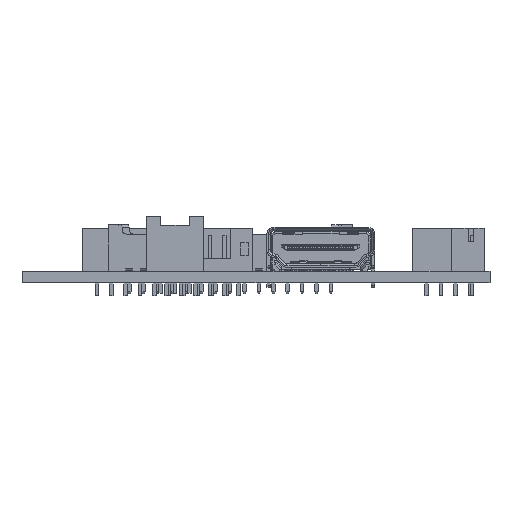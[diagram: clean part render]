
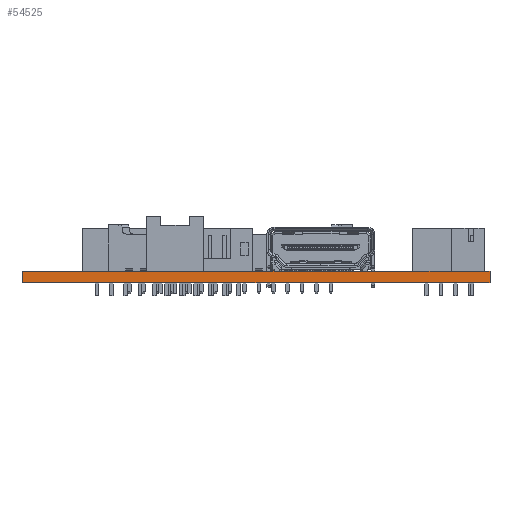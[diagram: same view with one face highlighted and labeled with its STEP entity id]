
A CAD part, front view. The second image highlights one B-rep face of the part: STEP entity #54525.
In plain terms, the highlighted planar face has unit normal (0, -1, 0).
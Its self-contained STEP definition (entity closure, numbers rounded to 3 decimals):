
#4280=FACE_OUTER_BOUND('',#7309,.T.);
#7309=EDGE_LOOP('',(#48837,#48838,#48839,#48840,#48841,#48842,#48843,#48844,
#48845,#48846,#48847,#48848,#48849,#48850,#48851,#48852,#48853,#48854,#48855,
#48856));
#7477=LINE('',#71941,#14362);
#7530=LINE('',#72090,#14415);
#11075=LINE('',#82613,#17960);
#11079=LINE('',#82628,#17964);
#11080=LINE('',#82629,#17965);
#14257=LINE('',#91072,#21142);
#14259=LINE('',#91079,#21144);
#14262=LINE('',#91089,#21147);
#14264=LINE('',#91095,#21149);
#14275=LINE('',#91116,#21160);
#14277=LINE('',#91119,#21162);
#14278=LINE('',#91121,#21163);
#14279=LINE('',#91123,#21164);
#14280=LINE('',#91124,#21165);
#14281=LINE('',#91126,#21166);
#14282=LINE('',#91128,#21167);
#14283=LINE('',#91129,#21168);
#14284=LINE('',#91131,#21169);
#14285=LINE('',#91133,#21170);
#14286=LINE('',#91134,#21171);
#14362=VECTOR('',#58144,10.);
#14415=VECTOR('',#58259,10.);
#17960=VECTOR('',#65828,10.);
#17964=VECTOR('',#65840,10.);
#17965=VECTOR('',#65841,10.);
#21142=VECTOR('',#71564,10.);
#21144=VECTOR('',#71574,10.);
#21147=VECTOR('',#71585,10.);
#21149=VECTOR('',#71593,10.);
#21160=VECTOR('',#71608,10.);
#21162=VECTOR('',#71612,10.);
#21163=VECTOR('',#71613,10.);
#21164=VECTOR('',#71614,10.);
#21165=VECTOR('',#71615,10.);
#21166=VECTOR('',#71616,10.);
#21167=VECTOR('',#71617,10.);
#21168=VECTOR('',#71618,10.);
#21169=VECTOR('',#71619,10.);
#21170=VECTOR('',#71620,10.);
#21171=VECTOR('',#71621,10.);
#21259=VERTEX_POINT('',#71939);
#21260=VERTEX_POINT('',#71940);
#21324=VERTEX_POINT('',#72088);
#21325=VERTEX_POINT('',#72089);
#23976=VERTEX_POINT('',#82612);
#23983=VERTEX_POINT('',#82626);
#26068=VERTEX_POINT('',#91071);
#26072=VERTEX_POINT('',#91088);
#26080=VERTEX_POINT('',#91113);
#26081=VERTEX_POINT('',#91115);
#26082=VERTEX_POINT('',#91120);
#26083=VERTEX_POINT('',#91122);
#26084=VERTEX_POINT('',#91125);
#26085=VERTEX_POINT('',#91127);
#26086=VERTEX_POINT('',#91130);
#26087=VERTEX_POINT('',#91132);
#26182=EDGE_CURVE('',#21259,#21260,#7477,.T.);
#26255=EDGE_CURVE('',#21324,#21325,#7530,.T.);
#30466=EDGE_CURVE('',#21260,#23976,#11075,.T.);
#30474=EDGE_CURVE('',#23983,#21324,#11079,.T.);
#30475=EDGE_CURVE('',#21325,#21259,#11080,.T.);
#33734=EDGE_CURVE('',#23983,#26068,#14257,.T.);
#33739=EDGE_CURVE('',#23983,#26068,#14259,.T.);
#33744=EDGE_CURVE('',#23976,#26072,#14262,.T.);
#33748=EDGE_CURVE('',#23976,#26072,#14264,.T.);
#33760=EDGE_CURVE('',#26080,#26081,#14275,.T.);
#33762=EDGE_CURVE('',#26081,#23983,#14277,.T.);
#33763=EDGE_CURVE('',#26080,#26082,#14278,.T.);
#33764=EDGE_CURVE('',#26082,#26083,#14279,.T.);
#33765=EDGE_CURVE('',#26082,#26083,#14280,.T.);
#33766=EDGE_CURVE('',#26082,#26084,#14281,.T.);
#33767=EDGE_CURVE('',#26084,#26085,#14282,.T.);
#33768=EDGE_CURVE('',#26084,#26085,#14283,.T.);
#33769=EDGE_CURVE('',#26084,#26086,#14284,.T.);
#33770=EDGE_CURVE('',#26086,#26087,#14285,.T.);
#33771=EDGE_CURVE('',#23976,#26087,#14286,.T.);
#48837=ORIENTED_EDGE('',*,*,#33739,.T.);
#48838=ORIENTED_EDGE('',*,*,#33734,.F.);
#48839=ORIENTED_EDGE('',*,*,#33762,.F.);
#48840=ORIENTED_EDGE('',*,*,#33760,.F.);
#48841=ORIENTED_EDGE('',*,*,#33763,.T.);
#48842=ORIENTED_EDGE('',*,*,#33764,.T.);
#48843=ORIENTED_EDGE('',*,*,#33765,.F.);
#48844=ORIENTED_EDGE('',*,*,#33766,.T.);
#48845=ORIENTED_EDGE('',*,*,#33767,.T.);
#48846=ORIENTED_EDGE('',*,*,#33768,.F.);
#48847=ORIENTED_EDGE('',*,*,#33769,.T.);
#48848=ORIENTED_EDGE('',*,*,#33770,.T.);
#48849=ORIENTED_EDGE('',*,*,#33771,.F.);
#48850=ORIENTED_EDGE('',*,*,#33748,.T.);
#48851=ORIENTED_EDGE('',*,*,#33744,.F.);
#48852=ORIENTED_EDGE('',*,*,#30466,.F.);
#48853=ORIENTED_EDGE('',*,*,#26182,.F.);
#48854=ORIENTED_EDGE('',*,*,#30475,.F.);
#48855=ORIENTED_EDGE('',*,*,#26255,.F.);
#48856=ORIENTED_EDGE('',*,*,#30474,.F.);
#51703=PLANE('',#57956);
#54525=ADVANCED_FACE('',(#4280),#51703,.T.);
#57956=AXIS2_PLACEMENT_3D('',#91118,#71610,#71611);
#58144=DIRECTION('',(1.,0.,0.));
#58259=DIRECTION('',(1.,0.,0.));
#65828=DIRECTION('',(1.,0.,0.));
#65840=DIRECTION('',(1.,0.,0.));
#65841=DIRECTION('',(1.,0.,0.));
#71564=DIRECTION('',(0.,0.,-1.));
#71574=DIRECTION('',(0.,0.,-1.));
#71585=DIRECTION('',(0.,0.,-1.));
#71593=DIRECTION('',(0.,0.,-1.));
#71608=DIRECTION('',(0.,0.,1.));
#71610=DIRECTION('center_axis',(0.,-1.,0.));
#71611=DIRECTION('ref_axis',(1.,0.,0.));
#71612=DIRECTION('',(1.,0.,0.));
#71613=DIRECTION('',(1.,0.,0.));
#71614=DIRECTION('',(0.,0.,1.));
#71615=DIRECTION('',(0.,0.,1.));
#71616=DIRECTION('',(1.,0.,0.));
#71617=DIRECTION('',(0.,0.,1.));
#71618=DIRECTION('',(0.,0.,1.));
#71619=DIRECTION('',(1.,0.,0.));
#71620=DIRECTION('',(0.,0.,1.));
#71621=DIRECTION('',(1.,0.,0.));
#71939=CARTESIAN_POINT('',(14.5,-32.5,1.6));
#71940=CARTESIAN_POINT('',(15.5,-32.5,1.6));
#71941=CARTESIAN_POINT('',(-32.5,-32.5,1.6));
#72088=CARTESIAN_POINT('',(2.5,-32.5,1.6));
#72089=CARTESIAN_POINT('',(3.5,-32.5,1.6));
#72090=CARTESIAN_POINT('',(-32.5,-32.5,1.6));
#82612=CARTESIAN_POINT('',(28.5,-32.5,1.6));
#82613=CARTESIAN_POINT('',(-32.5,-32.5,1.6));
#82626=CARTESIAN_POINT('',(-28.5,-32.5,1.6));
#82628=CARTESIAN_POINT('',(-32.5,-32.5,1.6));
#82629=CARTESIAN_POINT('',(-32.5,-32.5,1.6));
#91071=CARTESIAN_POINT('',(-28.5,-32.5,1.59));
#91072=CARTESIAN_POINT('',(-28.5,-32.5,0.));
#91079=CARTESIAN_POINT('',(-28.5,-32.5,0.));
#91088=CARTESIAN_POINT('',(28.5,-32.5,1.59));
#91089=CARTESIAN_POINT('',(28.5,-32.5,0.));
#91095=CARTESIAN_POINT('',(28.5,-32.5,0.));
#91113=CARTESIAN_POINT('',(-32.5,-32.5,0.));
#91115=CARTESIAN_POINT('',(-32.5,-32.5,1.6));
#91116=CARTESIAN_POINT('',(-32.5,-32.5,0.));
#91118=CARTESIAN_POINT('Origin',(-32.5,-32.5,0.));
#91119=CARTESIAN_POINT('',(-32.5,-32.5,1.6));
#91120=CARTESIAN_POINT('',(-28.5,-32.5,0.));
#91121=CARTESIAN_POINT('',(-32.5,-32.5,0.));
#91122=CARTESIAN_POINT('',(-28.5,-32.5,0.01));
#91123=CARTESIAN_POINT('',(-28.5,-32.5,0.));
#91124=CARTESIAN_POINT('',(-28.5,-32.5,0.));
#91125=CARTESIAN_POINT('',(28.5,-32.5,0.));
#91126=CARTESIAN_POINT('',(-32.5,-32.5,0.));
#91127=CARTESIAN_POINT('',(28.5,-32.5,0.01));
#91128=CARTESIAN_POINT('',(28.5,-32.5,0.));
#91129=CARTESIAN_POINT('',(28.5,-32.5,0.));
#91130=CARTESIAN_POINT('',(32.5,-32.5,0.));
#91131=CARTESIAN_POINT('',(-32.5,-32.5,0.));
#91132=CARTESIAN_POINT('',(32.5,-32.5,1.6));
#91133=CARTESIAN_POINT('',(32.5,-32.5,0.));
#91134=CARTESIAN_POINT('',(-32.5,-32.5,1.6));
